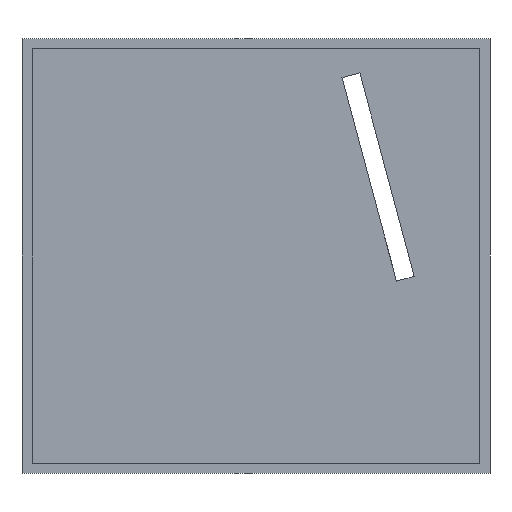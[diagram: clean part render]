
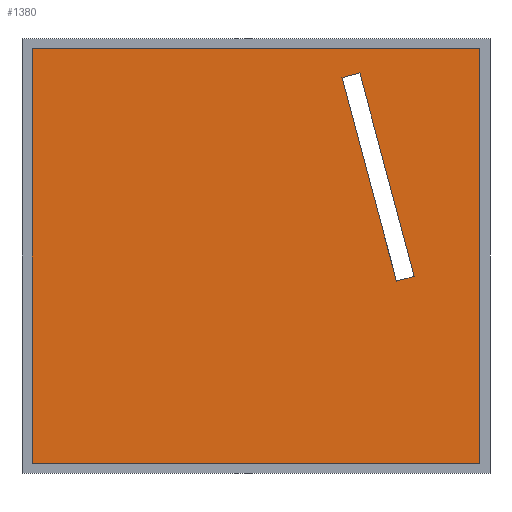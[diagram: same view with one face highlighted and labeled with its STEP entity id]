
A CAD part, front view. The second image highlights one B-rep face of the part: STEP entity #1380.
In plain terms, the highlighted planar face has unit normal (0, -1, 0).
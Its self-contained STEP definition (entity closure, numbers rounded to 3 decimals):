
#23=FACE_BOUND('',#219,.T.);
#55=PLANE('',#1499);
#129=FACE_OUTER_BOUND('',#218,.T.);
#218=EDGE_LOOP('',(#1073,#1074,#1075,#1076));
#219=EDGE_LOOP('',(#1077,#1078,#1079,#1080));
#306=LINE('',#1987,#464);
#308=LINE('',#1993,#466);
#360=LINE('',#2124,#518);
#361=LINE('',#2126,#519);
#362=LINE('',#2128,#520);
#363=LINE('',#2129,#521);
#364=LINE('',#2130,#522);
#365=LINE('',#2131,#523);
#464=VECTOR('',#1602,10.);
#466=VECTOR('',#1606,10.);
#518=VECTOR('',#1714,10.);
#519=VECTOR('',#1715,10.);
#520=VECTOR('',#1716,10.);
#521=VECTOR('',#1717,10.);
#522=VECTOR('',#1718,10.);
#523=VECTOR('',#1719,10.);
#654=VERTEX_POINT('',#1980);
#657=VERTEX_POINT('',#1985);
#659=VERTEX_POINT('',#1990);
#660=VERTEX_POINT('',#1992);
#710=VERTEX_POINT('',#2122);
#711=VERTEX_POINT('',#2123);
#712=VERTEX_POINT('',#2125);
#713=VERTEX_POINT('',#2127);
#786=EDGE_CURVE('',#654,#657,#306,.T.);
#788=EDGE_CURVE('',#660,#659,#308,.T.);
#852=EDGE_CURVE('',#710,#711,#360,.T.);
#853=EDGE_CURVE('',#711,#712,#361,.T.);
#854=EDGE_CURVE('',#712,#713,#362,.T.);
#855=EDGE_CURVE('',#713,#710,#363,.T.);
#856=EDGE_CURVE('',#657,#660,#364,.T.);
#857=EDGE_CURVE('',#654,#659,#365,.T.);
#1073=ORIENTED_EDGE('',*,*,#852,.T.);
#1074=ORIENTED_EDGE('',*,*,#853,.T.);
#1075=ORIENTED_EDGE('',*,*,#854,.T.);
#1076=ORIENTED_EDGE('',*,*,#855,.T.);
#1077=ORIENTED_EDGE('',*,*,#786,.T.);
#1078=ORIENTED_EDGE('',*,*,#856,.T.);
#1079=ORIENTED_EDGE('',*,*,#788,.T.);
#1080=ORIENTED_EDGE('',*,*,#857,.F.);
#1380=ADVANCED_FACE('',(#129,#23),#55,.T.);
#1499=AXIS2_PLACEMENT_3D('',#2121,#1712,#1713);
#1602=DIRECTION('',(0.966,0.,0.259));
#1606=DIRECTION('',(-0.966,0.,-0.259));
#1712=DIRECTION('center_axis',(0.,-1.,0.));
#1713=DIRECTION('ref_axis',(0.,0.,-1.));
#1714=DIRECTION('',(1.,0.,0.));
#1715=DIRECTION('',(0.,0.,1.));
#1716=DIRECTION('',(-1.,0.,0.));
#1717=DIRECTION('',(0.,0.,-1.));
#1718=DIRECTION('',(0.259,0.,-0.966));
#1719=DIRECTION('',(0.259,0.,-0.966));
#1980=CARTESIAN_POINT('',(-44.276,-5.,118.347));
#1985=CARTESIAN_POINT('',(-38.963,-5.,119.77));
#1987=CARTESIAN_POINT('',(-38.963,-5.,119.77));
#1990=CARTESIAN_POINT('',(-27.969,-5.,57.494));
#1992=CARTESIAN_POINT('',(-22.657,-5.,58.917));
#1993=CARTESIAN_POINT('',(-31.35,-5.,56.588));
#2121=CARTESIAN_POINT('Origin',(-70.,-5.,65.));
#2122=CARTESIAN_POINT('',(-137.,-5.,3.));
#2123=CARTESIAN_POINT('',(-3.,-5.,3.));
#2124=CARTESIAN_POINT('',(-36.5,-5.,3.));
#2125=CARTESIAN_POINT('',(-3.,-5.,127.));
#2126=CARTESIAN_POINT('',(-3.,-5.,96.));
#2127=CARTESIAN_POINT('',(-137.,-5.,127.));
#2128=CARTESIAN_POINT('',(-103.5,-5.,127.));
#2129=CARTESIAN_POINT('',(-137.,-5.,34.));
#2130=CARTESIAN_POINT('',(-22.657,-5.,58.917));
#2131=CARTESIAN_POINT('',(-32.046,-5.,72.707));
